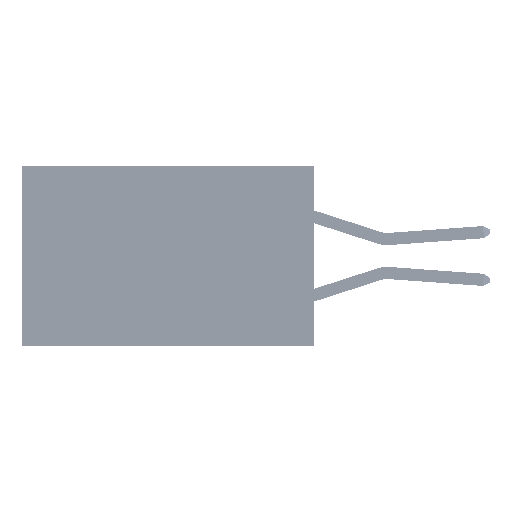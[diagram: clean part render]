
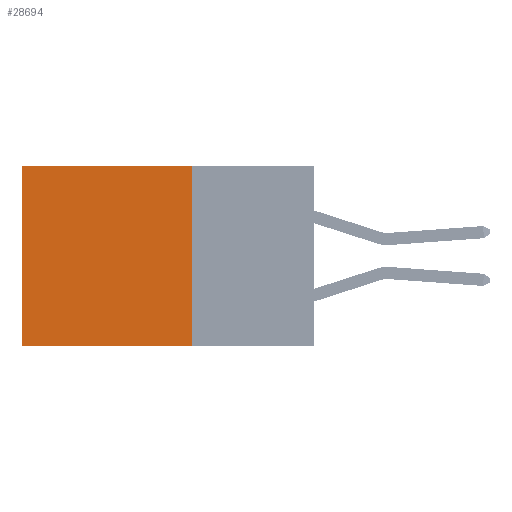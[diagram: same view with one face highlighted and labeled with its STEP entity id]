
A CAD part, left-side view. The second image highlights one B-rep face of the part: STEP entity #28694.
In plain terms, the highlighted planar face has unit normal (-1, 0, 0).
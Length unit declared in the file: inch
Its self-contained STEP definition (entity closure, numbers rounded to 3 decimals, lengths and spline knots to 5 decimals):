
#1701 = VECTOR ( 'NONE', #20559, 39.37008 ) ;
#4867 = LINE ( 'NONE', #45470, #41834 ) ;
#6508 = CARTESIAN_POINT ( 'NONE',  ( 0.2875, 0.6, 0. ) ) ;
#7111 = LINE ( 'NONE', #6508, #36934 ) ;
#8358 = LINE ( 'NONE', #29709, #35935 ) ;
#10053 = CARTESIAN_POINT ( 'NONE',  ( 0.2875, 0.25, 0. ) ) ;
#10857 = DIRECTION ( 'NONE',  ( 0., 1., 0. ) ) ;
#13141 = ORIENTED_EDGE ( 'NONE', *, *, #39056, .T. ) ;
#17575 = LINE ( 'NONE', #43122, #1701 ) ;
#17652 = ORIENTED_EDGE ( 'NONE', *, *, #25004, .F. ) ;
#20559 = DIRECTION ( 'NONE',  ( 0., 0., -1. ) ) ;
#20563 = CARTESIAN_POINT ( 'NONE',  ( 0.2875, 0.6, -0.37 ) ) ;
#20972 = VERTEX_POINT ( 'NONE', #41698 ) ;
#21291 = ORIENTED_EDGE ( 'NONE', *, *, #31753, .T. ) ;
#22300 = DIRECTION ( 'NONE',  ( 0., 0., -1. ) ) ;
#25004 = EDGE_CURVE ( 'NONE', #20972, #39766, #8358, .T. ) ;
#26066 = DIRECTION ( 'NONE',  ( 1., 0., 0. ) ) ;
#28048 = FACE_OUTER_BOUND ( 'NONE', #47681, .T. ) ;
#28370 = EDGE_CURVE ( 'NONE', #44095, #20972, #17575, .T. ) ;
#28694 = ADVANCED_FACE ( 'NONE', ( #28048 ), #33636, .F. ) ;
#29709 = CARTESIAN_POINT ( 'NONE',  ( 0.2875, 0.25, -0.37 ) ) ;
#31753 = EDGE_CURVE ( 'NONE', #32944, #39766, #7111, .T. ) ;
#32630 = ORIENTED_EDGE ( 'NONE', *, *, #28370, .F. ) ;
#32944 = VERTEX_POINT ( 'NONE', #46550 ) ;
#33636 = PLANE ( 'NONE',  #38984 ) ;
#35935 = VECTOR ( 'NONE', #10857, 39.37008 ) ;
#36934 = VECTOR ( 'NONE', #40276, 39.37008 ) ;
#38984 = AXIS2_PLACEMENT_3D ( 'NONE', #40644, #26066, #22300 ) ;
#39056 = EDGE_CURVE ( 'NONE', #44095, #32944, #4867, .T. ) ;
#39766 = VERTEX_POINT ( 'NONE', #20563 ) ;
#40276 = DIRECTION ( 'NONE',  ( 0., 0., -1. ) ) ;
#40644 = CARTESIAN_POINT ( 'NONE',  ( 0.2875, 0.25, 0. ) ) ;
#41698 = CARTESIAN_POINT ( 'NONE',  ( 0.2875, 0.25, -0.37 ) ) ;
#41707 = DIRECTION ( 'NONE',  ( 0., 1., 0. ) ) ;
#41834 = VECTOR ( 'NONE', #41707, 39.37008 ) ;
#43122 = CARTESIAN_POINT ( 'NONE',  ( 0.2875, 0.25, 0. ) ) ;
#44095 = VERTEX_POINT ( 'NONE', #10053 ) ;
#45470 = CARTESIAN_POINT ( 'NONE',  ( 0.2875, 0.25, 0. ) ) ;
#46550 = CARTESIAN_POINT ( 'NONE',  ( 0.2875, 0.6, 0. ) ) ;
#47681 = EDGE_LOOP ( 'NONE', ( #21291, #17652, #32630, #13141 ) ) ;
